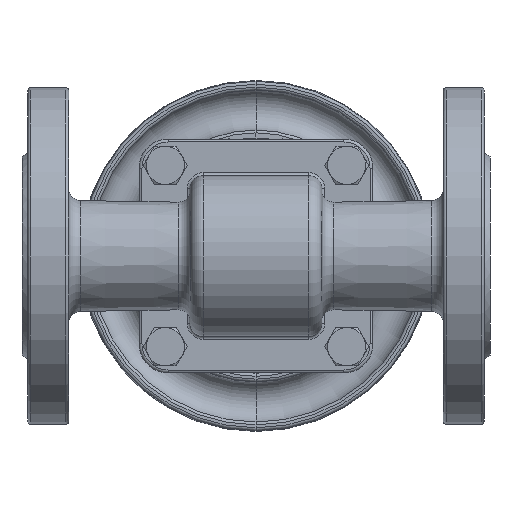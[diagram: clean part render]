
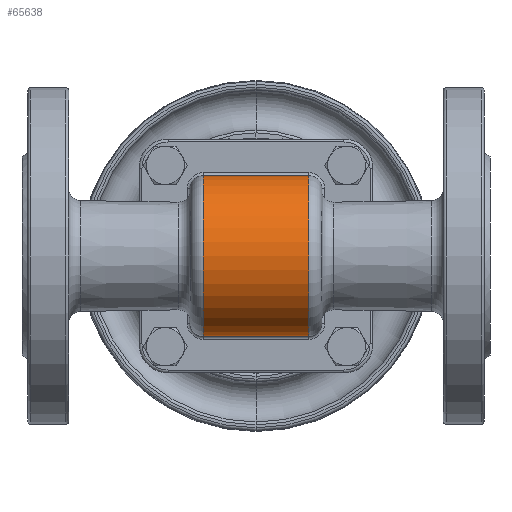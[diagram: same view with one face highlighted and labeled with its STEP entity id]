
A CAD part, front view. The second image highlights one B-rep face of the part: STEP entity #65638.
In plain terms, the highlighted cylindrical face has radius 27.5 mm (diameter 55 mm), a partial arc.
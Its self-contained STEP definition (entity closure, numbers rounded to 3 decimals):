
#896 = VERTEX_POINT ( 'NONE', #24673 ) ;
#2199 = VERTEX_POINT ( 'NONE', #3725 ) ;
#3218 = EDGE_CURVE ( 'NONE', #10223, #2199, #12663, .T. ) ;
#3235 = CARTESIAN_POINT ( 'NONE',  ( 22.5, 0., 0. ) ) ;
#3725 = CARTESIAN_POINT ( 'NONE',  ( -18., 0., 27.5 ) ) ;
#4653 = ORIENTED_EDGE ( 'NONE', *, *, #3218, .T. ) ;
#5337 = CIRCLE ( 'NONE', #26026, 27.5 ) ;
#6329 = VERTEX_POINT ( 'NONE', #65243 ) ;
#10223 = VERTEX_POINT ( 'NONE', #18509 ) ;
#12428 = DIRECTION ( 'NONE',  ( 1., 0., 0. ) ) ;
#12663 = LINE ( 'NONE', #35927, #68738 ) ;
#18509 = CARTESIAN_POINT ( 'NONE',  ( 18., 0., 27.5 ) ) ;
#20398 = DIRECTION ( 'NONE',  ( -1., 0., 0. ) ) ;
#23756 = EDGE_CURVE ( 'NONE', #2199, #896, #5337, .T. ) ;
#24673 = CARTESIAN_POINT ( 'NONE',  ( -18., 0., -27.5 ) ) ;
#24892 = DIRECTION ( 'NONE',  ( 0., 0., -1. ) ) ;
#26026 = AXIS2_PLACEMENT_3D ( 'NONE', #79238, #12428, #24892 ) ;
#27008 = EDGE_LOOP ( 'NONE', ( #4653, #37571, #81557, #39243 ) ) ;
#30355 = DIRECTION ( 'NONE',  ( -1., 0., 0. ) ) ;
#33936 = DIRECTION ( 'NONE',  ( 0., 0., 1. ) ) ;
#35927 = CARTESIAN_POINT ( 'NONE',  ( 22.5, 0., 27.5 ) ) ;
#36360 = CYLINDRICAL_SURFACE ( 'NONE', #72016, 27.5 ) ;
#37571 = ORIENTED_EDGE ( 'NONE', *, *, #23756, .T. ) ;
#37669 = EDGE_CURVE ( 'NONE', #6329, #896, #82354, .T. ) ;
#39243 = ORIENTED_EDGE ( 'NONE', *, *, #74411, .T. ) ;
#47964 = CARTESIAN_POINT ( 'NONE',  ( 18., 0., 0. ) ) ;
#49349 = DIRECTION ( 'NONE',  ( -1., 0., 0. ) ) ;
#52756 = AXIS2_PLACEMENT_3D ( 'NONE', #47964, #61604, #54615 ) ;
#53470 = CARTESIAN_POINT ( 'NONE',  ( 22.5, 0., -27.5 ) ) ;
#54020 = FACE_OUTER_BOUND ( 'NONE', #27008, .T. ) ;
#54615 = DIRECTION ( 'NONE',  ( 0., 0., -1. ) ) ;
#61604 = DIRECTION ( 'NONE',  ( -1., 0., 0. ) ) ;
#65243 = CARTESIAN_POINT ( 'NONE',  ( 18., 0., -27.5 ) ) ;
#65423 = CIRCLE ( 'NONE', #52756, 27.5 ) ;
#65638 = ADVANCED_FACE ( 'NONE', ( #54020 ), #36360, .T. ) ;
#68738 = VECTOR ( 'NONE', #30355, 1000. ) ;
#72016 = AXIS2_PLACEMENT_3D ( 'NONE', #3235, #49349, #33936 ) ;
#74411 = EDGE_CURVE ( 'NONE', #6329, #10223, #65423, .T. ) ;
#79238 = CARTESIAN_POINT ( 'NONE',  ( -18., 0., 0. ) ) ;
#80262 = VECTOR ( 'NONE', #20398, 1000. ) ;
#81557 = ORIENTED_EDGE ( 'NONE', *, *, #37669, .F. ) ;
#82354 = LINE ( 'NONE', #53470, #80262 ) ;
